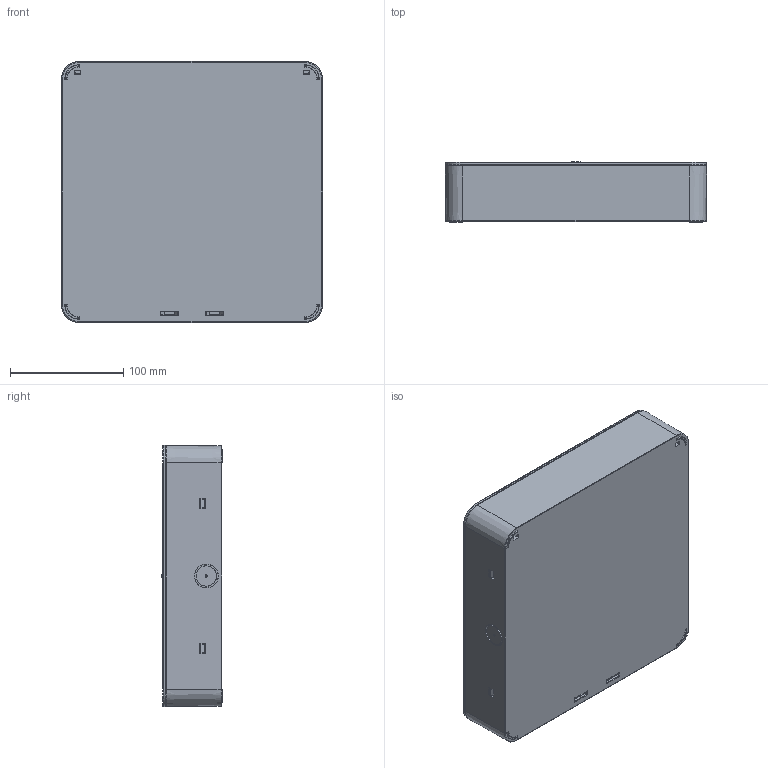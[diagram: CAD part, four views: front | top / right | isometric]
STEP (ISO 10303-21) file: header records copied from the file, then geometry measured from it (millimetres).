
FILE_DESCRIPTION((''),'2;1');
FILE_NAME('601799_ASM','2025-09-19T10:24:55',('chuncheng.yin'),(''),'CREO PARAMETRIC BY PTC INC, 2024401','CREO PARAMETRIC BY PTC INC, 2024401','');
FILE_SCHEMA(('CONFIG_CONTROL_DESIGN'));
Products named in the file (1): 601799_ASM
Bounding box: 230.86 x 53.35 x 230.86 mm (x, y, z)
Volume: 2413697.4 mm3; surface area: 366378.4 mm2
Topology: 1 solids, 5 shells, 3517 faces, 9193 edges, 5712 vertices
Faces by surface type: plane 1540, cylinder 1017, extrusion 294, bspline 221, sphere 217, cone 127, torus 101
Entity records: 128737 total; most frequent: CARTESIAN_POINT 47202, ORIENTED_EDGE 18358, DIRECTION 14511, EDGE_CURVE 9179, VECTOR 5867, VERTEX_POINT 5709, LINE 5573, AXIS2_PLACEMENT_3D 4322
